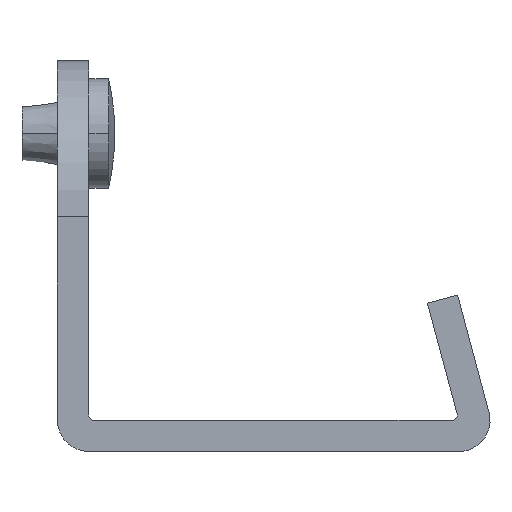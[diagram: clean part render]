
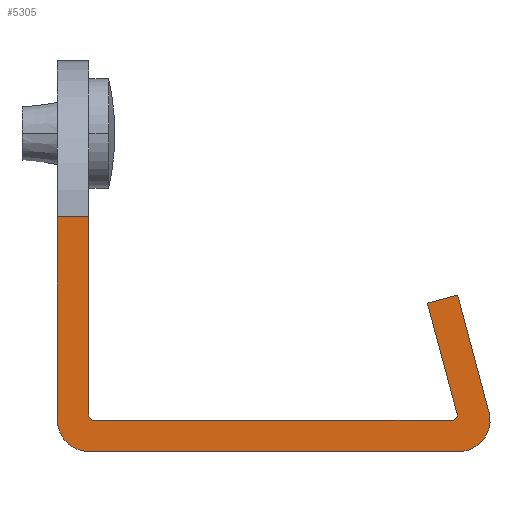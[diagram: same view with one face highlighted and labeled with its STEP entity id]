
A CAD part, front view. The second image highlights one B-rep face of the part: STEP entity #5305.
In plain terms, the highlighted planar face has unit normal (0, -1, 0).
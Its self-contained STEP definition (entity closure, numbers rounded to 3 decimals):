
#449 = VERTEX_POINT ( 'NONE', #8106 ) ;
#542 = ORIENTED_EDGE ( 'NONE', *, *, #2073, .F. ) ;
#669 = DIRECTION ( 'NONE',  ( 0., 1., 0. ) ) ;
#698 = LINE ( 'NONE', #12158, #3389 ) ;
#744 = ORIENTED_EDGE ( 'NONE', *, *, #7798, .F. ) ;
#783 = PLANE ( 'NONE',  #9498 ) ;
#799 = CARTESIAN_POINT ( 'NONE',  ( 3., -164., 3. ) ) ;
#818 = VERTEX_POINT ( 'NONE', #4590 ) ;
#857 = AXIS2_PLACEMENT_3D ( 'NONE', #799, #5749, #12303 ) ;
#1307 = AXIS2_PLACEMENT_3D ( 'NONE', #5188, #6128, #11969 ) ;
#1309 = DIRECTION ( 'NONE',  ( 0.259, 0., -0.966 ) ) ;
#1310 = ORIENTED_EDGE ( 'NONE', *, *, #3365, .F. ) ;
#1400 = DIRECTION ( 'NONE',  ( 0., 0., 1. ) ) ;
#1410 = CIRCLE ( 'NONE', #2590, 0.5 ) ;
#1512 = EDGE_CURVE ( 'NONE', #449, #818, #4927, .T. ) ;
#1521 = FACE_OUTER_BOUND ( 'NONE', #4418, .T. ) ;
#1742 = DIRECTION ( 'NONE',  ( 1., 0., 0. ) ) ;
#1852 = VECTOR ( 'NONE', #7009, 1000. ) ;
#2031 = CARTESIAN_POINT ( 'NONE',  ( 3., -164., 3.5 ) ) ;
#2061 = VERTEX_POINT ( 'NONE', #10781 ) ;
#2073 = EDGE_CURVE ( 'NONE', #7936, #9197, #1410, .T. ) ;
#2329 = VERTEX_POINT ( 'NONE', #4588 ) ;
#2492 = CARTESIAN_POINT ( 'NONE',  ( 3.5, -164., 22.5 ) ) ;
#2590 = AXIS2_PLACEMENT_3D ( 'NONE', #8866, #4093, #11796 ) ;
#2677 = DIRECTION ( 'NONE',  ( -1., 0., 0. ) ) ;
#2724 = LINE ( 'NONE', #5129, #4509 ) ;
#3173 = DIRECTION ( 'NONE',  ( 0.966, 0., 0.259 ) ) ;
#3326 = CARTESIAN_POINT ( 'NONE',  ( 41.398, -164., 3.776 ) ) ;
#3365 = EDGE_CURVE ( 'NONE', #2329, #7936, #12079, .T. ) ;
#3389 = VECTOR ( 'NONE', #3672, 1000. ) ;
#3605 = DIRECTION ( 'NONE',  ( 0., 1., 0. ) ) ;
#3672 = DIRECTION ( 'NONE',  ( -0.259, 0., 0.966 ) ) ;
#3725 = VERTEX_POINT ( 'NONE', #4791 ) ;
#3964 = ORIENTED_EDGE ( 'NONE', *, *, #1512, .F. ) ;
#4015 = EDGE_CURVE ( 'NONE', #2061, #9376, #11426, .T. ) ;
#4093 = DIRECTION ( 'NONE',  ( 0., -1., 0. ) ) ;
#4122 = ORIENTED_EDGE ( 'NONE', *, *, #11654, .F. ) ;
#4204 = EDGE_CURVE ( 'NONE', #2329, #9109, #12031, .T. ) ;
#4418 = EDGE_LOOP ( 'NONE', ( #1310, #9770, #4982, #4122, #5887, #744, #10135, #6013, #6272, #3964, #9084, #542 ) ) ;
#4467 = CARTESIAN_POINT ( 'NONE',  ( 0., -164., 3. ) ) ;
#4482 = VECTOR ( 'NONE', #1309, 1000. ) ;
#4509 = VECTOR ( 'NONE', #3173, 1000. ) ;
#4588 = CARTESIAN_POINT ( 'NONE',  ( 3., -164., 22.5 ) ) ;
#4590 = CARTESIAN_POINT ( 'NONE',  ( 38.331, -164., 3.629 ) ) ;
#4791 = CARTESIAN_POINT ( 'NONE',  ( 41.398, -164., 3.776 ) ) ;
#4927 = CIRCLE ( 'NONE', #1307, 0.5 ) ;
#4982 = ORIENTED_EDGE ( 'NONE', *, *, #8739, .F. ) ;
#5129 = CARTESIAN_POINT ( 'NONE',  ( 35.493, -164., 14.224 ) ) ;
#5188 = CARTESIAN_POINT ( 'NONE',  ( 37.848, -164., 3.5 ) ) ;
#5305 = ADVANCED_FACE ( 'NONE', ( #1521 ), #783, .F. ) ;
#5625 = DIRECTION ( 'NONE',  ( 0., 0., 1. ) ) ;
#5635 = EDGE_CURVE ( 'NONE', #6563, #6447, #2724, .T. ) ;
#5749 = DIRECTION ( 'NONE',  ( 0., 1., 0. ) ) ;
#5862 = VECTOR ( 'NONE', #2677, 1000. ) ;
#5887 = ORIENTED_EDGE ( 'NONE', *, *, #4015, .F. ) ;
#6013 = ORIENTED_EDGE ( 'NONE', *, *, #5635, .F. ) ;
#6128 = DIRECTION ( 'NONE',  ( 0., -1., 0. ) ) ;
#6272 = ORIENTED_EDGE ( 'NONE', *, *, #11094, .F. ) ;
#6300 = VECTOR ( 'NONE', #11951, 1000. ) ;
#6320 = DIRECTION ( 'NONE',  ( 0., 0., -1. ) ) ;
#6357 = VERTEX_POINT ( 'NONE', #4467 ) ;
#6447 = VERTEX_POINT ( 'NONE', #7427 ) ;
#6563 = VERTEX_POINT ( 'NONE', #9397 ) ;
#6578 = CIRCLE ( 'NONE', #9421, 3. ) ;
#6859 = VECTOR ( 'NONE', #1400, 1000. ) ;
#7009 = DIRECTION ( 'NONE',  ( 0., 0., -1. ) ) ;
#7018 = CARTESIAN_POINT ( 'NONE',  ( 0., -164., 37.5 ) ) ;
#7133 = EDGE_CURVE ( 'NONE', #6447, #3725, #11120, .T. ) ;
#7160 = LINE ( 'NONE', #7018, #6859 ) ;
#7427 = CARTESIAN_POINT ( 'NONE',  ( 38.39, -164., 15. ) ) ;
#7798 = EDGE_CURVE ( 'NONE', #3725, #2061, #6578, .T. ) ;
#7936 = VERTEX_POINT ( 'NONE', #2031 ) ;
#8106 = CARTESIAN_POINT ( 'NONE',  ( 37.848, -164., 3. ) ) ;
#8322 = VECTOR ( 'NONE', #1742, 1000. ) ;
#8739 = EDGE_CURVE ( 'NONE', #6357, #9109, #7160, .T. ) ;
#8866 = CARTESIAN_POINT ( 'NONE',  ( 3.5, -164., 3.5 ) ) ;
#9084 = ORIENTED_EDGE ( 'NONE', *, *, #11119, .F. ) ;
#9109 = VERTEX_POINT ( 'NONE', #12021 ) ;
#9197 = VERTEX_POINT ( 'NONE', #12094 ) ;
#9376 = VERTEX_POINT ( 'NONE', #11339 ) ;
#9397 = CARTESIAN_POINT ( 'NONE',  ( 35.493, -164., 14.224 ) ) ;
#9421 = AXIS2_PLACEMENT_3D ( 'NONE', #12082, #669, #6320 ) ;
#9476 = CARTESIAN_POINT ( 'NONE',  ( 3.5, -164., 3. ) ) ;
#9498 = AXIS2_PLACEMENT_3D ( 'NONE', #11372, #3605, #5625 ) ;
#9534 = CARTESIAN_POINT ( 'NONE',  ( 3., -164., 0. ) ) ;
#9770 = ORIENTED_EDGE ( 'NONE', *, *, #4204, .T. ) ;
#10135 = ORIENTED_EDGE ( 'NONE', *, *, #7133, .F. ) ;
#10139 = LINE ( 'NONE', #9476, #8322 ) ;
#10781 = CARTESIAN_POINT ( 'NONE',  ( 38.5, -164., 0. ) ) ;
#11094 = EDGE_CURVE ( 'NONE', #818, #6563, #698, .T. ) ;
#11119 = EDGE_CURVE ( 'NONE', #9197, #449, #10139, .T. ) ;
#11120 = LINE ( 'NONE', #3326, #4482 ) ;
#11339 = CARTESIAN_POINT ( 'NONE',  ( 3., -164., 0. ) ) ;
#11372 = CARTESIAN_POINT ( 'NONE',  ( 3.5, -164., 3.5 ) ) ;
#11426 = LINE ( 'NONE', #9534, #5862 ) ;
#11654 = EDGE_CURVE ( 'NONE', #9376, #6357, #12113, .T. ) ;
#11685 = CARTESIAN_POINT ( 'NONE',  ( 3., -164., 37.5 ) ) ;
#11796 = DIRECTION ( 'NONE',  ( 0., 0., 1. ) ) ;
#11951 = DIRECTION ( 'NONE',  ( -1., 0., 0. ) ) ;
#11969 = DIRECTION ( 'NONE',  ( 0., 0., -1. ) ) ;
#12021 = CARTESIAN_POINT ( 'NONE',  ( 0., -164., 22.5 ) ) ;
#12031 = LINE ( 'NONE', #2492, #6300 ) ;
#12079 = LINE ( 'NONE', #11685, #1852 ) ;
#12082 = CARTESIAN_POINT ( 'NONE',  ( 38.5, -164., 3. ) ) ;
#12094 = CARTESIAN_POINT ( 'NONE',  ( 3.5, -164., 3. ) ) ;
#12113 = CIRCLE ( 'NONE', #857, 3. ) ;
#12158 = CARTESIAN_POINT ( 'NONE',  ( 38.331, -164., 3.629 ) ) ;
#12303 = DIRECTION ( 'NONE',  ( 0., 0., 1. ) ) ;
